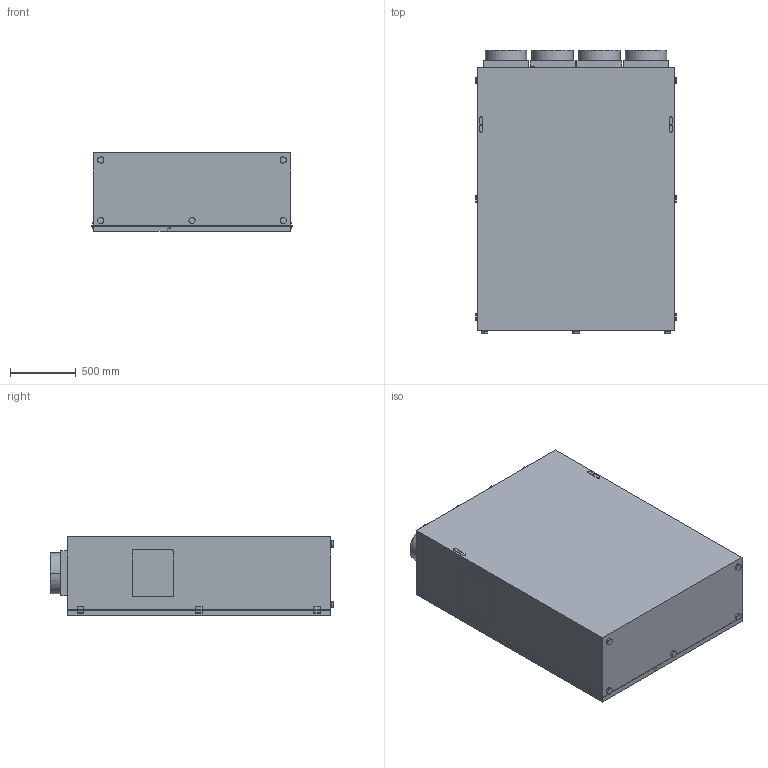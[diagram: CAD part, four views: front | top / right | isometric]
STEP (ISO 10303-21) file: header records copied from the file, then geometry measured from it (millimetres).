
FILE_DESCRIPTION(('Creo Elements/Direct Modeling STEP Export'),'2;1');
FILE_NAME('X600-900S-DR.stp','2019-05-27T 8:12:22',(''),(''),'PTC Creo Elements/Direct Modeling STEP processor for AP214 (Solid Model)','PTC Creo Elements/Direct Modeling 19.0C 15-Aug-2015 (C) Parametric Technology GmbH','');
FILE_SCHEMA(('AUTOMOTIVE_DESIGN { 1 0 10303 214 1 1 1 1 }'));
Length unit declared in the file: millimetre
Products named in the file (1): X600-900S-DR
Bounding box: 1521 x 2153 x 604.5 mm (x, y, z)
Volume: 1800695529.4 mm3; surface area: 11581838.5 mm2
Topology: 1 solids, 1 shells, 289 faces, 770 edges, 506 vertices
Faces by surface type: plane 219, cylinder 66, torus 4
Entity records: 8387 total; most frequent: ORIENTED_EDGE 1540, CARTESIAN_POINT 1439, DIRECTION 1280, EDGE_CURVE 770, VECTOR 586, LINE 586, VERTEX_POINT 506, AXIS2_PLACEMENT_3D 347
